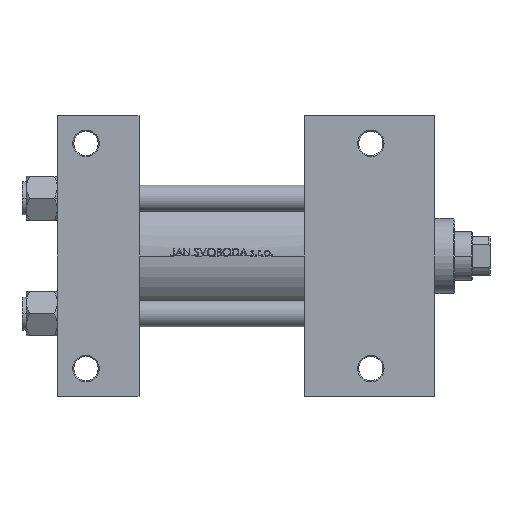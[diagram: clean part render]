
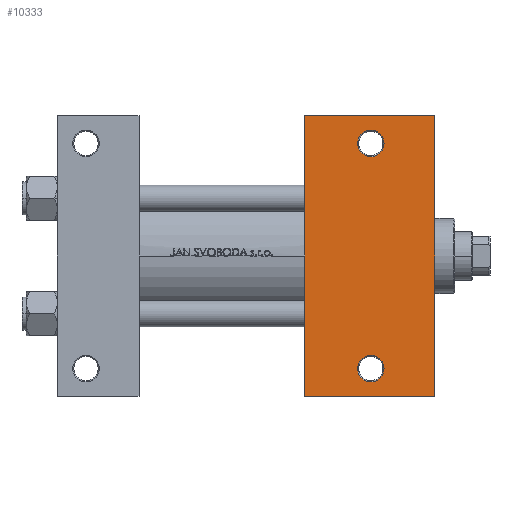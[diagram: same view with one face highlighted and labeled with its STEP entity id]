
A CAD part, front view. The second image highlights one B-rep face of the part: STEP entity #10333.
In plain terms, the highlighted face is planar.
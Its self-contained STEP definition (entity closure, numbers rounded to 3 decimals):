
#315 = CARTESIAN_POINT ( 'NONE',  ( 136.001, -51., -37.5 ) ) ;
#571 = VECTOR ( 'NONE', #35503, 1000. ) ;
#1239 = VERTEX_POINT ( 'NONE', #20776 ) ;
#1490 = ORIENTED_EDGE ( 'NONE', *, *, #36565, .T. ) ;
#1755 = VECTOR ( 'NONE', #30343, 1000. ) ;
#1948 = CARTESIAN_POINT ( 'NONE',  ( 171., -63.5, -37.5 ) ) ;
#3057 = DIRECTION ( 'NONE',  ( 0., 0., 1. ) ) ;
#3220 = EDGE_LOOP ( 'NONE', ( #30330, #24699, #41104, #33612 ) ) ;
#6596 = VERTEX_POINT ( 'NONE', #45132 ) ;
#7394 = CARTESIAN_POINT ( 'NONE',  ( 147.999, 51., -37.5 ) ) ;
#10289 = ORIENTED_EDGE ( 'NONE', *, *, #15805, .T. ) ;
#10333 = ADVANCED_FACE ( 'NONE', ( #36112, #28658, #47333 ), #17213, .T. ) ;
#10595 = AXIS2_PLACEMENT_3D ( 'NONE', #28982, #3057, #25484 ) ;
#10735 = LINE ( 'NONE', #11224, #40207 ) ;
#11224 = CARTESIAN_POINT ( 'NONE',  ( 171., 37.5, -37.5 ) ) ;
#11683 = EDGE_CURVE ( 'NONE', #44704, #44523, #20821, .T. ) ;
#12347 = CARTESIAN_POINT ( 'NONE',  ( 171., 63.5, -37.5 ) ) ;
#13319 = AXIS2_PLACEMENT_3D ( 'NONE', #32376, #47573, #40109 ) ;
#13617 = CARTESIAN_POINT ( 'NONE',  ( 112., 37.5, -37.5 ) ) ;
#13736 = EDGE_LOOP ( 'NONE', ( #41091, #1490 ) ) ;
#14046 = CARTESIAN_POINT ( 'NONE',  ( 142., 51., -37.5 ) ) ;
#15805 = EDGE_CURVE ( 'NONE', #6596, #19431, #41288, .T. ) ;
#16117 = CIRCLE ( 'NONE', #31197, 5.999 ) ;
#16238 = DIRECTION ( 'NONE',  ( 1., 0., 0. ) ) ;
#17213 = PLANE ( 'NONE',  #13319 ) ;
#17732 = CARTESIAN_POINT ( 'NONE',  ( 142., -51., -37.5 ) ) ;
#18037 = CARTESIAN_POINT ( 'NONE',  ( 112., 63.5, -37.5 ) ) ;
#19177 = AXIS2_PLACEMENT_3D ( 'NONE', #14046, #36917, #44405 ) ;
#19431 = VERTEX_POINT ( 'NONE', #315 ) ;
#19827 = AXIS2_PLACEMENT_3D ( 'NONE', #33966, #41453, #29512 ) ;
#20776 = CARTESIAN_POINT ( 'NONE',  ( 136.001, 51., -37.5 ) ) ;
#20821 = LINE ( 'NONE', #13617, #571 ) ;
#21939 = DIRECTION ( 'NONE',  ( 0., 0., 1. ) ) ;
#22213 = VERTEX_POINT ( 'NONE', #1948 ) ;
#22950 = VERTEX_POINT ( 'NONE', #7394 ) ;
#23625 = CARTESIAN_POINT ( 'NONE',  ( 112., -63.5, -37.5 ) ) ;
#23699 = LINE ( 'NONE', #42617, #34418 ) ;
#23723 = EDGE_CURVE ( 'NONE', #1239, #22950, #36645, .T. ) ;
#24699 = ORIENTED_EDGE ( 'NONE', *, *, #34836, .T. ) ;
#25109 = EDGE_CURVE ( 'NONE', #22213, #44523, #42548, .T. ) ;
#25484 = DIRECTION ( 'NONE',  ( -1., 0., 0. ) ) ;
#26518 = CARTESIAN_POINT ( 'NONE',  ( 112., -63.5, -37.5 ) ) ;
#26638 = DIRECTION ( 'NONE',  ( 0., -1., 0. ) ) ;
#28658 = FACE_BOUND ( 'NONE', #44590, .T. ) ;
#28955 = ORIENTED_EDGE ( 'NONE', *, *, #33408, .T. ) ;
#28982 = CARTESIAN_POINT ( 'NONE',  ( 142., 51., -37.5 ) ) ;
#29512 = DIRECTION ( 'NONE',  ( -1., 0., 0. ) ) ;
#29877 = VERTEX_POINT ( 'NONE', #12347 ) ;
#30330 = ORIENTED_EDGE ( 'NONE', *, *, #11683, .F. ) ;
#30343 = DIRECTION ( 'NONE',  ( -1., 0., 0. ) ) ;
#31197 = AXIS2_PLACEMENT_3D ( 'NONE', #17732, #21939, #33858 ) ;
#32376 = CARTESIAN_POINT ( 'NONE',  ( 171., 37.5, -37.5 ) ) ;
#33408 = EDGE_CURVE ( 'NONE', #19431, #6596, #16117, .T. ) ;
#33612 = ORIENTED_EDGE ( 'NONE', *, *, #25109, .T. ) ;
#33858 = DIRECTION ( 'NONE',  ( -1., 0., 0. ) ) ;
#33966 = CARTESIAN_POINT ( 'NONE',  ( 142., -51., -37.5 ) ) ;
#34418 = VECTOR ( 'NONE', #16238, 1000. ) ;
#34836 = EDGE_CURVE ( 'NONE', #44704, #29877, #23699, .T. ) ;
#35503 = DIRECTION ( 'NONE',  ( 0., -1., 0. ) ) ;
#36112 = FACE_BOUND ( 'NONE', #13736, .T. ) ;
#36565 = EDGE_CURVE ( 'NONE', #22950, #1239, #45586, .T. ) ;
#36645 = CIRCLE ( 'NONE', #19177, 5.999 ) ;
#36917 = DIRECTION ( 'NONE',  ( 0., 0., 1. ) ) ;
#40109 = DIRECTION ( 'NONE',  ( -1., 0., 0. ) ) ;
#40207 = VECTOR ( 'NONE', #26638, 1000. ) ;
#41091 = ORIENTED_EDGE ( 'NONE', *, *, #23723, .T. ) ;
#41104 = ORIENTED_EDGE ( 'NONE', *, *, #41414, .T. ) ;
#41288 = CIRCLE ( 'NONE', #19827, 5.999 ) ;
#41414 = EDGE_CURVE ( 'NONE', #29877, #22213, #10735, .T. ) ;
#41453 = DIRECTION ( 'NONE',  ( 0., 0., 1. ) ) ;
#42548 = LINE ( 'NONE', #23625, #1755 ) ;
#42617 = CARTESIAN_POINT ( 'NONE',  ( 112., 63.5, -37.5 ) ) ;
#44405 = DIRECTION ( 'NONE',  ( -1., 0., 0. ) ) ;
#44523 = VERTEX_POINT ( 'NONE', #26518 ) ;
#44590 = EDGE_LOOP ( 'NONE', ( #28955, #10289 ) ) ;
#44704 = VERTEX_POINT ( 'NONE', #18037 ) ;
#45132 = CARTESIAN_POINT ( 'NONE',  ( 147.999, -51., -37.5 ) ) ;
#45586 = CIRCLE ( 'NONE', #10595, 5.999 ) ;
#47333 = FACE_OUTER_BOUND ( 'NONE', #3220, .T. ) ;
#47573 = DIRECTION ( 'NONE',  ( 0., 0., -1. ) ) ;
